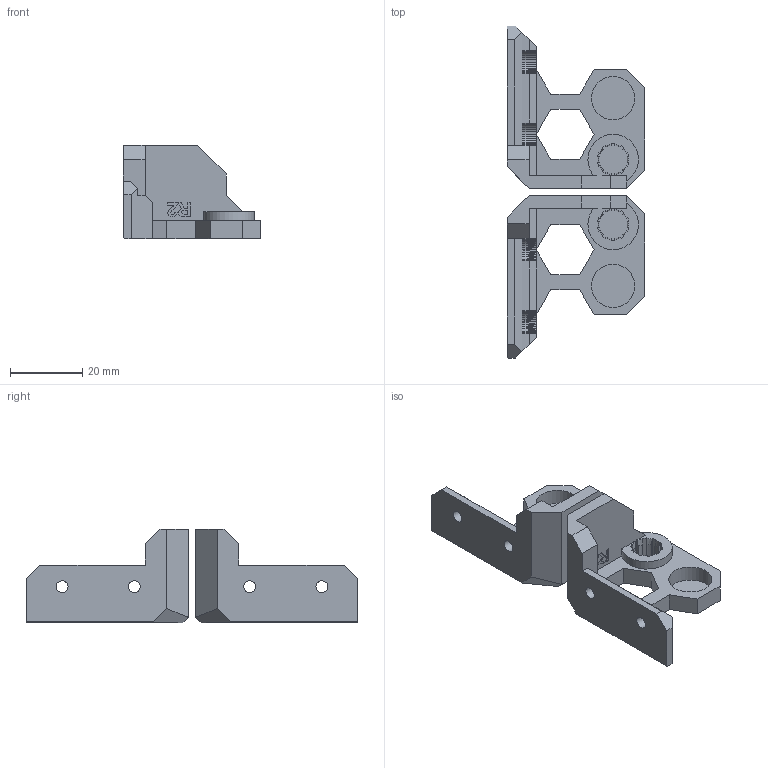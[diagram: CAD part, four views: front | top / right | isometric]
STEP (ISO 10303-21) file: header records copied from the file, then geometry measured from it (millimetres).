
FILE_DESCRIPTION(/* description */ (''),/* implementation_level */ '2;1');
FILE_NAME(/* name */ 'Z-Rod Top_v5.step',/* time_stamp */ '2020-09-23T18:01:38-07:00',/* author */ (''),/* organization */ (''),/* preprocessor_version */ 'ST-DEVELOPER v18.1',/* originating_system */ 'Autodesk Translation Framework v9.3.0.1241',/* authorisation */ '');
FILE_SCHEMA (('AUTOMOTIVE_DESIGN { 1 0 10303 214 3 1 1 }'));
Length unit declared in the file: millimetre
Products named in the file (1): Z-Rod Top
Bounding box: 38 x 92 x 26 mm (x, y, z)
Volume: 18592.2 mm3; surface area: 12758.7 mm2
Topology: 2 solids, 10 shells, 563 faces, 1373 edges, 836 vertices
Faces by surface type: plane 515, cylinder 28, cone 20
Full cylindrical faces by diameter (mm): 3.3 x4, 12 x2
Entity records: 15919 total; most frequent: CARTESIAN_POINT 2853, ORIENTED_EDGE 2746, DIRECTION 2537, EDGE_CURVE 1373, LINE 1257, VECTOR 1257, VERTEX_POINT 836, AXIS2_PLACEMENT_3D 640
